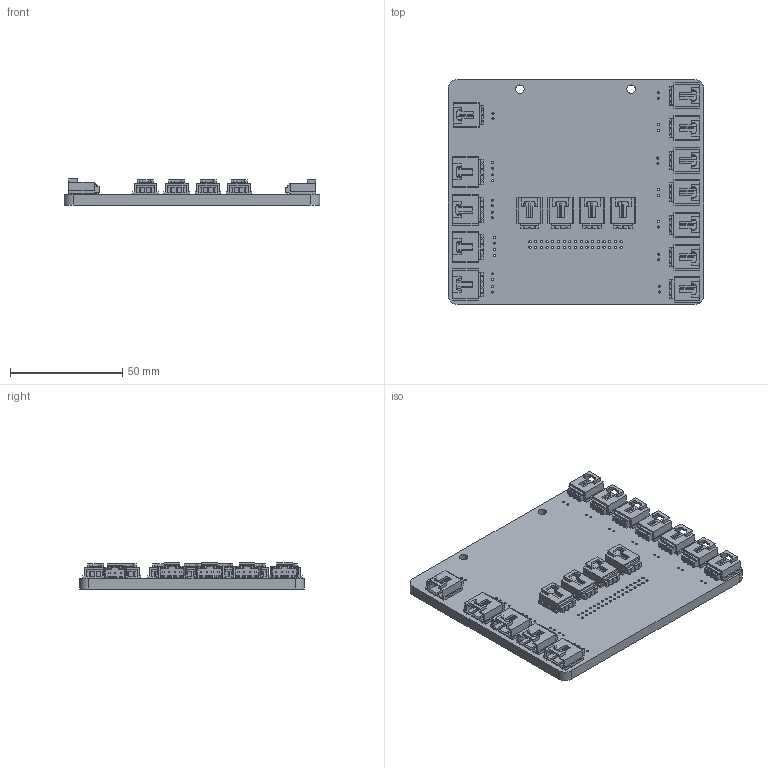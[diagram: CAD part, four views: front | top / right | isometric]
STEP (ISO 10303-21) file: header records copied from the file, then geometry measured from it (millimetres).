
FILE_DESCRIPTION(('KiCad electronic assembly'),'2;1');
FILE_NAME('4272MXPBoard.step','2022-11-10T19:03:07',('Pcbnew'),('Kicad') ,'Open CASCADE STEP processor 7.6','KiCad to STEP converter','Unknown' );
FILE_SCHEMA(('AUTOMOTIVE_DESIGN { 1 0 10303 214 1 1 1 1 }'));
Length unit declared in the file: millimetre
Products named in the file (6): 4272MXPBoard 1; 70555-0037; COMPOUND; 70555-0038; _autosave-4272MXPBoard PCB
Assembly tree (19 placements, depth 3):
  4272MXPBoard 1
    70555-0037  x12
      COMPOUND
    70555-0038  x4
      COMPOUND
    _autosave-4272MXPBoard PCB
Bounding box: 114.1 x 100.33 x 11.6 mm (x, y, z)
Volume: 59036.1 mm3; surface area: 41806.6 mm2
Topology: 17 solids, 17 shells, 2706 faces, 7788 edges, 5336 vertices
Faces by surface type: bspline 2544, cylinder 156, plane 6
Full cylindrical faces by diameter (mm): 0.9 x32, 1 x34, 1.09 x36, 1.17 x16, 3.4 x24, 3.45 x8, 3.81 x2
Entity records: 34255 total; most frequent: CARTESIAN_POINT 12592, ORIENTED_EDGE 2774, PCURVE 2774, DEFINITIONAL_REPRESENTATION 2774, B_SPLINE_CURVE_WITH_KNOTS 2643, DIRECTION 1804, EDGE_CURVE 1387, SURFACE_CURVE 1235
